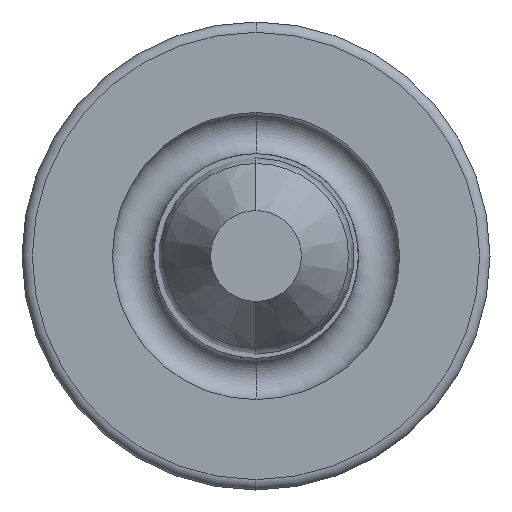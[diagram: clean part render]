
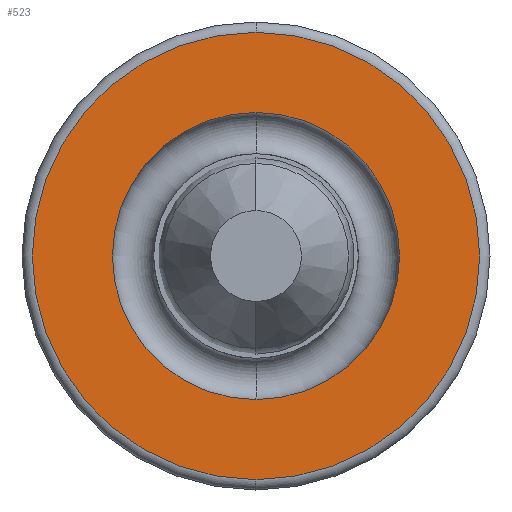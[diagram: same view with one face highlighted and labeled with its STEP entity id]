
A CAD part, left-side view. The second image highlights one B-rep face of the part: STEP entity #523.
In plain terms, the highlighted planar face has unit normal (-1, 0, 0).
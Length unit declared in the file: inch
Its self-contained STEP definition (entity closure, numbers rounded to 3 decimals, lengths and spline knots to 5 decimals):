
#88 = EDGE_LOOP ( 'NONE', ( #297, #235 ) ) ;
#101 = FACE_OUTER_BOUND ( 'NONE', #349, .T. ) ;
#235 = ORIENTED_EDGE ( 'NONE', *, *, #606, .F. ) ;
#250 = CARTESIAN_POINT ( 'NONE',  ( 0., 0.2165, 0. ) ) ;
#269 = DIRECTION ( 'NONE',  ( 0., 0., 1. ) ) ;
#297 = ORIENTED_EDGE ( 'NONE', *, *, #318, .F. ) ;
#318 = EDGE_CURVE ( 'NONE', #721, #1872, #691, .T. ) ;
#349 = EDGE_LOOP ( 'NONE', ( #934, #1905 ) ) ;
#381 = CARTESIAN_POINT ( 'NONE',  ( 0., 0., -0.2165 ) ) ;
#460 = DIRECTION ( 'NONE',  ( 0., 0., 1. ) ) ;
#523 = ADVANCED_FACE ( 'NONE', ( #584, #101 ), #1832, .F. ) ;
#571 = CARTESIAN_POINT ( 'NONE',  ( 0., 0., 0. ) ) ;
#577 = CIRCLE ( 'NONE', #2034, 0.2165 ) ;
#584 = FACE_BOUND ( 'NONE', #88, .T. ) ;
#598 = AXIS2_PLACEMENT_3D ( 'NONE', #603, #2015, #269 ) ;
#603 = CARTESIAN_POINT ( 'NONE',  ( 0., 0., 0. ) ) ;
#606 = EDGE_CURVE ( 'NONE', #1872, #721, #1917, .T. ) ;
#619 = CARTESIAN_POINT ( 'NONE',  ( 0., 0., 0. ) ) ;
#691 = CIRCLE ( 'NONE', #1333, 0.139 ) ;
#721 = VERTEX_POINT ( 'NONE', #1124 ) ;
#738 = DIRECTION ( 'NONE',  ( 0., 0., -1. ) ) ;
#803 = DIRECTION ( 'NONE',  ( -1., 0., 0. ) ) ;
#810 = CIRCLE ( 'NONE', #1280, 0.2165 ) ;
#892 = DIRECTION ( 'NONE',  ( 1., 0., 0. ) ) ;
#934 = ORIENTED_EDGE ( 'NONE', *, *, #1144, .T. ) ;
#1110 = DIRECTION ( 'NONE',  ( -1., 0., 0. ) ) ;
#1124 = CARTESIAN_POINT ( 'NONE',  ( 0., 0., 0.139 ) ) ;
#1136 = DIRECTION ( 'NONE',  ( 0., 0., 1. ) ) ;
#1138 = CARTESIAN_POINT ( 'NONE',  ( 0., 0., -0.139 ) ) ;
#1144 = EDGE_CURVE ( 'NONE', #1598, #1474, #577, .T. ) ;
#1169 = CARTESIAN_POINT ( 'NONE',  ( 0., 0., 0.2165 ) ) ;
#1261 = EDGE_CURVE ( 'NONE', #1474, #1598, #810, .T. ) ;
#1280 = AXIS2_PLACEMENT_3D ( 'NONE', #571, #1533, #1673 ) ;
#1333 = AXIS2_PLACEMENT_3D ( 'NONE', #1900, #803, #1136 ) ;
#1474 = VERTEX_POINT ( 'NONE', #381 ) ;
#1533 = DIRECTION ( 'NONE',  ( -1., 0., 0. ) ) ;
#1598 = VERTEX_POINT ( 'NONE', #1169 ) ;
#1673 = DIRECTION ( 'NONE',  ( 0., 0., 1. ) ) ;
#1832 = PLANE ( 'NONE',  #1990 ) ;
#1872 = VERTEX_POINT ( 'NONE', #1138 ) ;
#1900 = CARTESIAN_POINT ( 'NONE',  ( 0., 0., 0. ) ) ;
#1905 = ORIENTED_EDGE ( 'NONE', *, *, #1261, .T. ) ;
#1917 = CIRCLE ( 'NONE', #598, 0.139 ) ;
#1990 = AXIS2_PLACEMENT_3D ( 'NONE', #250, #892, #738 ) ;
#2015 = DIRECTION ( 'NONE',  ( -1., 0., 0. ) ) ;
#2034 = AXIS2_PLACEMENT_3D ( 'NONE', #619, #1110, #460 ) ;
